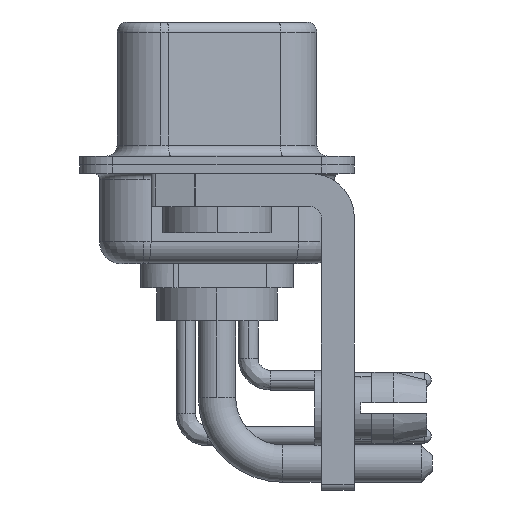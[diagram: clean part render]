
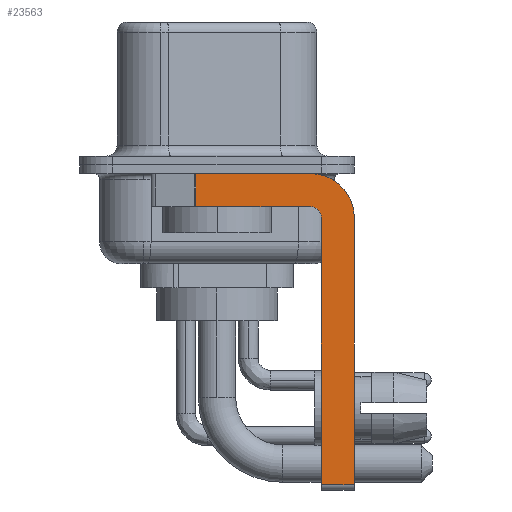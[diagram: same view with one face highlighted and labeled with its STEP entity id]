
A CAD part, left-side view. The second image highlights one B-rep face of the part: STEP entity #23563.
In plain terms, the highlighted planar face has unit normal (-1, 0, 0).
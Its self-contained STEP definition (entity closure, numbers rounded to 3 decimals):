
#61 = DIRECTION ( 'NONE',  ( 0., 0., 1. ) ) ;
#314 = EDGE_CURVE ( 'NONE', #29221, #24785, #24203, .T. ) ;
#1259 = EDGE_CURVE ( 'NONE', #22184, #28921, #4236, .T. ) ;
#1651 = ORIENTED_EDGE ( 'NONE', *, *, #1259, .T. ) ;
#1936 = VECTOR ( 'NONE', #61, 1000. ) ;
#2817 = VECTOR ( 'NONE', #20868, 1000. ) ;
#3277 = CARTESIAN_POINT ( 'NONE',  ( -2.9, 3., -0.4 ) ) ;
#4236 = LINE ( 'NONE', #27398, #28667 ) ;
#4260 = EDGE_CURVE ( 'NONE', #6774, #20323, #13977, .T. ) ;
#4317 = CARTESIAN_POINT ( 'NONE',  ( -2.9, -4.25, -1.9 ) ) ;
#4751 = ORIENTED_EDGE ( 'NONE', *, *, #4260, .F. ) ;
#6705 = CARTESIAN_POINT ( 'NONE',  ( -2.9, -4.25, -2.4 ) ) ;
#6774 = VERTEX_POINT ( 'NONE', #16091 ) ;
#7337 = DIRECTION ( 'NONE',  ( 0., 0., -1. ) ) ;
#7693 = VECTOR ( 'NONE', #12234, 1000. ) ;
#8844 = DIRECTION ( 'NONE',  ( 0., 1., 0. ) ) ;
#8969 = CARTESIAN_POINT ( 'NONE',  ( -2.9, -4.75, -14.55 ) ) ;
#9893 = VERTEX_POINT ( 'NONE', #25584 ) ;
#10755 = CARTESIAN_POINT ( 'NONE',  ( -2.9, -6.25, -2.4 ) ) ;
#10902 = AXIS2_PLACEMENT_3D ( 'NONE', #25342, #15949, #25053 ) ;
#11020 = AXIS2_PLACEMENT_3D ( 'NONE', #26819, #28812, #12626 ) ;
#11349 = DIRECTION ( 'NONE',  ( 0., -1., 0. ) ) ;
#11760 = LINE ( 'NONE', #18715, #2817 ) ;
#12234 = DIRECTION ( 'NONE',  ( 0., -1., 0. ) ) ;
#12626 = DIRECTION ( 'NONE',  ( 0., 0., 1. ) ) ;
#12664 = ORIENTED_EDGE ( 'NONE', *, *, #28007, .F. ) ;
#13347 = LINE ( 'NONE', #22896, #21063 ) ;
#13977 = CIRCLE ( 'NONE', #11020, 0.5 ) ;
#13981 = DIRECTION ( 'NONE',  ( 1., 0., 0. ) ) ;
#14124 = FACE_OUTER_BOUND ( 'NONE', #17112, .T. ) ;
#15269 = ORIENTED_EDGE ( 'NONE', *, *, #18108, .F. ) ;
#15949 = DIRECTION ( 'NONE',  ( 1., 0., 0. ) ) ;
#16010 = CARTESIAN_POINT ( 'NONE',  ( -2.9, -6.25, -14.55 ) ) ;
#16091 = CARTESIAN_POINT ( 'NONE',  ( -2.9, -4.75, -2.4 ) ) ;
#16108 = AXIS2_PLACEMENT_3D ( 'NONE', #6705, #13981, #16287 ) ;
#16287 = DIRECTION ( 'NONE',  ( 0., 0., -1. ) ) ;
#17112 = EDGE_LOOP ( 'NONE', ( #28041, #20944, #15269, #4751, #22269, #1651, #12664, #20650 ) ) ;
#17370 = CARTESIAN_POINT ( 'NONE',  ( -2.9, -6.25, -2.4 ) ) ;
#18108 = EDGE_CURVE ( 'NONE', #20323, #21697, #13347, .T. ) ;
#18715 = CARTESIAN_POINT ( 'NONE',  ( -2.9, 0.978, -1.9 ) ) ;
#19641 = LINE ( 'NONE', #3277, #7693 ) ;
#20323 = VERTEX_POINT ( 'NONE', #4317 ) ;
#20650 = ORIENTED_EDGE ( 'NONE', *, *, #314, .F. ) ;
#20868 = DIRECTION ( 'NONE',  ( 0., 0., -1. ) ) ;
#20944 = ORIENTED_EDGE ( 'NONE', *, *, #23952, .T. ) ;
#21063 = VECTOR ( 'NONE', #8844, 1000. ) ;
#21697 = VERTEX_POINT ( 'NONE', #22934 ) ;
#21895 = EDGE_CURVE ( 'NONE', #9893, #29221, #19641, .T. ) ;
#22184 = VERTEX_POINT ( 'NONE', #8969 ) ;
#22269 = ORIENTED_EDGE ( 'NONE', *, *, #28172, .F. ) ;
#22896 = CARTESIAN_POINT ( 'NONE',  ( -2.9, -4.25, -1.9 ) ) ;
#22934 = CARTESIAN_POINT ( 'NONE',  ( -2.9, 0.978, -1.9 ) ) ;
#23563 = ADVANCED_FACE ( 'NONE', ( #14124 ), #30007, .F. ) ;
#23859 = LINE ( 'NONE', #17370, #29555 ) ;
#23952 = EDGE_CURVE ( 'NONE', #9893, #21697, #11760, .T. ) ;
#24203 = CIRCLE ( 'NONE', #10902, 2. ) ;
#24785 = VERTEX_POINT ( 'NONE', #10755 ) ;
#25053 = DIRECTION ( 'NONE',  ( 0., 0., -1. ) ) ;
#25342 = CARTESIAN_POINT ( 'NONE',  ( -2.9, -4.25, -2.4 ) ) ;
#25584 = CARTESIAN_POINT ( 'NONE',  ( -2.9, 0.978, -0.4 ) ) ;
#25829 = CARTESIAN_POINT ( 'NONE',  ( -2.9, -4.75, -14.8 ) ) ;
#26819 = CARTESIAN_POINT ( 'NONE',  ( -2.9, -4.25, -2.4 ) ) ;
#27398 = CARTESIAN_POINT ( 'NONE',  ( -2.9, -4.25, -14.55 ) ) ;
#28007 = EDGE_CURVE ( 'NONE', #24785, #28921, #23859, .T. ) ;
#28041 = ORIENTED_EDGE ( 'NONE', *, *, #21895, .F. ) ;
#28172 = EDGE_CURVE ( 'NONE', #22184, #6774, #29995, .T. ) ;
#28667 = VECTOR ( 'NONE', #11349, 1000. ) ;
#28812 = DIRECTION ( 'NONE',  ( -1., 0., 0. ) ) ;
#28921 = VERTEX_POINT ( 'NONE', #16010 ) ;
#28937 = CARTESIAN_POINT ( 'NONE',  ( -2.9, -4.25, -0.4 ) ) ;
#29221 = VERTEX_POINT ( 'NONE', #28937 ) ;
#29555 = VECTOR ( 'NONE', #7337, 1000. ) ;
#29995 = LINE ( 'NONE', #25829, #1936 ) ;
#30007 = PLANE ( 'NONE',  #16108 ) ;
